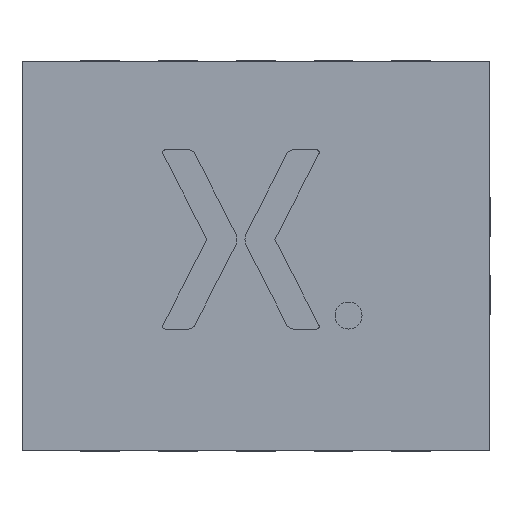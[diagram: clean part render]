
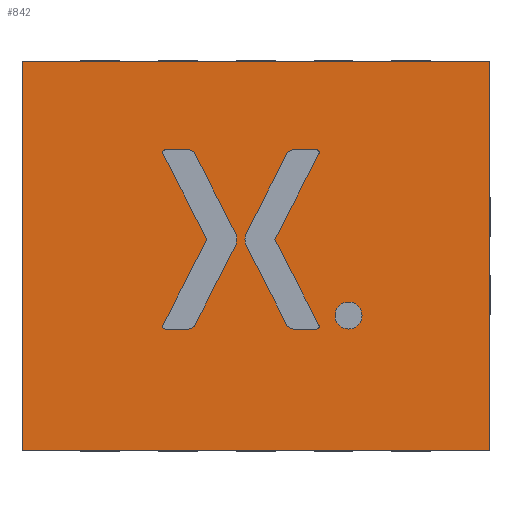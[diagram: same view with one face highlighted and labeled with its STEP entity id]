
A CAD part, front view. The second image highlights one B-rep face of the part: STEP entity #842.
In plain terms, the highlighted planar face has unit normal (0, -1, 0).
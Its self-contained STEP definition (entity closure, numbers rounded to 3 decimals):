
#90=EDGE_CURVE('NONE',#91,#93,#95,.F.);
#91=VERTEX_POINT('NONE',#92);
#92=CARTESIAN_POINT('',(0.902,0.0,-1.695));
#93=VERTEX_POINT('NONE',#94);
#94=CARTESIAN_POINT('',(0.901,0.0,-1.702));
#95=CIRCLE('',#96,0.016);
#96=AXIS2_PLACEMENT_3D('',#97,#98,#99);
#97=CARTESIAN_POINT('',(0.917,0.0,-1.702));
#98=DIRECTION('',(0.0,1.0,0.0));
#99=DIRECTION('',(0.0,0.0,-1.0));
#132=EDGE_CURVE('NONE',#133,#135,#137,.F.);
#133=VERTEX_POINT('NONE',#134);
#134=CARTESIAN_POINT('',(0.917,0.0,-0.569));
#135=VERTEX_POINT('NONE',#136);
#136=CARTESIAN_POINT('',(0.901,0.0,-0.586));
#137=CIRCLE('',#138,0.016);
#138=AXIS2_PLACEMENT_3D('',#139,#140,#141);
#139=CARTESIAN_POINT('',(0.917,0.0,-0.586));
#140=DIRECTION('',(0.0,1.0,0.0));
#141=DIRECTION('',(0.0,0.0,-1.0));
#174=EDGE_CURVE('NONE',#175,#177,#179,.F.);
#175=VERTEX_POINT('NONE',#176);
#176=CARTESIAN_POINT('',(2.008,0.0,-1.632));
#177=VERTEX_POINT('NONE',#178);
#178=CARTESIAN_POINT('',(2.18,0.0,-1.632));
#179=CIRCLE('',#180,0.086);
#180=AXIS2_PLACEMENT_3D('',#181,#182,#183);
#181=CARTESIAN_POINT('',(2.094,0.0,-1.632));
#182=DIRECTION('',(0.0,1.0,0.0));
#183=DIRECTION('',(0.0,0.0,-1.0));
#216=EDGE_CURVE('NONE',#217,#219,#221,.F.);
#217=VERTEX_POINT('NONE',#218);
#218=CARTESIAN_POINT('',(1.44,0.0,-1.098));
#219=VERTEX_POINT('NONE',#220);
#220=CARTESIAN_POINT('',(1.429,0.0,-1.144));
#221=CIRCLE('',#222,0.1);
#222=AXIS2_PLACEMENT_3D('',#223,#224,#225);
#223=CARTESIAN_POINT('',(1.529,0.0,-1.144));
#224=DIRECTION('',(0.0,1.0,0.0));
#225=DIRECTION('',(0.,0.0,-1.0));
#842=ADVANCED_FACE('NONE',(#843,#937,#971,#981),#1074,.T.);
#843=FACE_BOUND('NONE',#844,.T.);
#844=EDGE_LOOP('',(#845,#855,#862,#863,#871,#880,#888,#897,#905,#913,#922,#930));
#845=ORIENTED_EDGE('',*,*,#846,.T.);
#846=EDGE_CURVE('NONE',#847,#849,#851,.T.);
#847=VERTEX_POINT('NONE',#848);
#848=CARTESIAN_POINT('',(1.699,0.0,-1.694));
#849=VERTEX_POINT('NONE',#850);
#850=CARTESIAN_POINT('',(1.44,0.0,-1.189));
#851=LINE('',#852,#853);
#852=CARTESIAN_POINT('',(0.657,0.0,0.337));
#853=VECTOR('',#854,1.0);
#854=DIRECTION('',(-0.456,0.0,0.89));
#855=ORIENTED_EDGE('',*,*,#856,.T.);
#856=EDGE_CURVE('NONE',#849,#219,#857,.T.);
#857=CIRCLE('',#858,0.1);
#858=AXIS2_PLACEMENT_3D('',#859,#860,#861);
#859=CARTESIAN_POINT('',(1.529,0.0,-1.144));
#860=DIRECTION('',(0.0,1.0,0.0));
#861=DIRECTION('',(0.,0.0,-1.0));
#862=ORIENTED_EDGE('',*,*,#216,.F.);
#863=ORIENTED_EDGE('',*,*,#864,.T.);
#864=EDGE_CURVE('NONE',#217,#865,#867,.T.);
#865=VERTEX_POINT('NONE',#866);
#866=CARTESIAN_POINT('',(1.699,0.0,-0.594));
#867=LINE('',#868,#869);
#868=CARTESIAN_POINT('',(1.586,0.0,-0.813));
#869=VECTOR('',#870,1.0);
#870=DIRECTION('',(0.456,0.0,0.89));
#871=ORIENTED_EDGE('',*,*,#872,.T.);
#872=EDGE_CURVE('NONE',#865,#873,#875,.T.);
#873=VERTEX_POINT('NONE',#874);
#874=CARTESIAN_POINT('',(1.739,0.0,-0.569));
#875=CIRCLE('',#876,0.045);
#876=AXIS2_PLACEMENT_3D('',#877,#878,#879);
#877=CARTESIAN_POINT('',(1.739,0.0,-0.615));
#878=DIRECTION('',(0.0,1.0,0.0));
#879=DIRECTION('',(0.0,0.0,-1.0));
#880=ORIENTED_EDGE('',*,*,#881,.T.);
#881=EDGE_CURVE('NONE',#873,#882,#884,.T.);
#882=VERTEX_POINT('NONE',#883);
#883=CARTESIAN_POINT('',(1.889,0.0,-0.569));
#884=LINE('',#885,#886);
#885=CARTESIAN_POINT('',(0.,0.0,-0.569));
#886=VECTOR('',#887,1.0);
#887=DIRECTION('',(1.0,0.0,0.));
#888=ORIENTED_EDGE('',*,*,#889,.T.);
#889=EDGE_CURVE('NONE',#882,#890,#892,.T.);
#890=VERTEX_POINT('NONE',#891);
#891=CARTESIAN_POINT('',(1.904,0.0,-0.593));
#892=CIRCLE('',#893,0.016);
#893=AXIS2_PLACEMENT_3D('',#894,#895,#896);
#894=CARTESIAN_POINT('',(1.889,0.0,-0.586));
#895=DIRECTION('',(0.0,1.0,0.0));
#896=DIRECTION('',(0.0,0.0,-1.0));
#897=ORIENTED_EDGE('',*,*,#898,.T.);
#898=EDGE_CURVE('NONE',#890,#899,#901,.T.);
#899=VERTEX_POINT('NONE',#900);
#900=CARTESIAN_POINT('',(1.621,0.0,-1.144));
#901=LINE('',#902,#903);
#902=CARTESIAN_POINT('',(1.748,0.0,-0.896));
#903=VECTOR('',#904,1.0);
#904=DIRECTION('',(-0.456,0.0,-0.89));
#905=ORIENTED_EDGE('',*,*,#906,.T.);
#906=EDGE_CURVE('NONE',#899,#907,#909,.T.);
#907=VERTEX_POINT('NONE',#908);
#908=CARTESIAN_POINT('',(1.904,0.0,-1.695));
#909=LINE('',#910,#911);
#910=CARTESIAN_POINT('',(0.819,0.0,0.42));
#911=VECTOR('',#912,1.0);
#912=DIRECTION('',(0.456,0.0,-0.89));
#913=ORIENTED_EDGE('',*,*,#914,.T.);
#914=EDGE_CURVE('NONE',#907,#915,#917,.T.);
#915=VERTEX_POINT('NONE',#916);
#916=CARTESIAN_POINT('',(1.889,0.0,-1.718));
#917=CIRCLE('',#918,0.016);
#918=AXIS2_PLACEMENT_3D('',#919,#920,#921);
#919=CARTESIAN_POINT('',(1.889,0.0,-1.702));
#920=DIRECTION('',(0.0,1.0,0.0));
#921=DIRECTION('',(0.,0.0,-1.0));
#922=ORIENTED_EDGE('',*,*,#923,.T.);
#923=EDGE_CURVE('NONE',#915,#924,#926,.T.);
#924=VERTEX_POINT('NONE',#925);
#925=CARTESIAN_POINT('',(1.739,0.0,-1.718));
#926=LINE('',#927,#928);
#927=CARTESIAN_POINT('',(0.,0.0,-1.718));
#928=VECTOR('',#929,1.0);
#929=DIRECTION('',(-1.0,0.0,0.));
#930=ORIENTED_EDGE('',*,*,#931,.T.);
#931=EDGE_CURVE('NONE',#924,#847,#932,.T.);
#932=CIRCLE('',#933,0.045);
#933=AXIS2_PLACEMENT_3D('',#934,#935,#936);
#934=CARTESIAN_POINT('',(1.739,0.0,-1.673));
#935=DIRECTION('',(0.0,1.0,0.0));
#936=DIRECTION('',(0.,0.0,-1.0));
#937=FACE_BOUND('NONE',#938,.T.);
#938=EDGE_LOOP('',(#939,#949,#957,#965));
#939=ORIENTED_EDGE('',*,*,#940,.T.);
#940=EDGE_CURVE('NONE',#941,#943,#945,.F.);
#941=VERTEX_POINT('NONE',#942);
#942=CARTESIAN_POINT('',(0.0,0.0,0.0));
#943=VERTEX_POINT('NONE',#944);
#944=CARTESIAN_POINT('',(0.0,0.0,-2.5));
#945=LINE('',#946,#947);
#946=CARTESIAN_POINT('',(0.0,0.0,0.0));
#947=VECTOR('',#948,1.0);
#948=DIRECTION('',(0.0,0.0,1.0));
#949=ORIENTED_EDGE('',*,*,#950,.T.);
#950=EDGE_CURVE('NONE',#943,#951,#953,.F.);
#951=VERTEX_POINT('NONE',#952);
#952=CARTESIAN_POINT('',(3.0,0.0,-2.5));
#953=LINE('',#954,#955);
#954=CARTESIAN_POINT('',(0.0,0.0,-2.5));
#955=VECTOR('',#956,1.0);
#956=DIRECTION('',(-1.0,0.0,0.0));
#957=ORIENTED_EDGE('',*,*,#958,.T.);
#958=EDGE_CURVE('NONE',#951,#959,#961,.F.);
#959=VERTEX_POINT('NONE',#960);
#960=CARTESIAN_POINT('',(3.0,0.0,0.0));
#961=LINE('',#962,#963);
#962=CARTESIAN_POINT('',(3.0,0.0,0.0));
#963=VECTOR('',#964,1.0);
#964=DIRECTION('',(0.0,0.0,-1.0));
#965=ORIENTED_EDGE('',*,*,#966,.T.);
#966=EDGE_CURVE('NONE',#959,#941,#967,.F.);
#967=LINE('',#968,#969);
#968=CARTESIAN_POINT('',(0.0,0.0,0.0));
#969=VECTOR('',#970,1.0);
#970=DIRECTION('',(1.0,0.0,0.0));
#971=FACE_BOUND('NONE',#972,.T.);
#972=EDGE_LOOP('',(#973,#980));
#973=ORIENTED_EDGE('',*,*,#974,.T.);
#974=EDGE_CURVE('NONE',#175,#177,#975,.T.);
#975=CIRCLE('',#976,0.086);
#976=AXIS2_PLACEMENT_3D('',#977,#978,#979);
#977=CARTESIAN_POINT('',(2.094,0.0,-1.632));
#978=DIRECTION('',(0.0,1.0,0.0));
#979=DIRECTION('',(0.0,0.0,-1.0));
#980=ORIENTED_EDGE('',*,*,#174,.F.);
#981=FACE_BOUND('NONE',#982,.T.);
#982=EDGE_LOOP('',(#983,#993,#1002,#1010,#1017,#1018,#1026,#1034,#1041,#1042,#1050,#1059,#1067));
#983=ORIENTED_EDGE('',*,*,#984,.T.);
#984=EDGE_CURVE('NONE',#985,#987,#989,.T.);
#985=VERTEX_POINT('NONE',#986);
#986=CARTESIAN_POINT('',(1.366,0.0,-1.189));
#987=VERTEX_POINT('NONE',#988);
#988=CARTESIAN_POINT('',(1.107,0.0,-1.694));
#989=LINE('',#990,#991);
#990=CARTESIAN_POINT('',(1.564,0.0,-0.802));
#991=VECTOR('',#992,1.0);
#992=DIRECTION('',(-0.456,0.0,-0.89));
#993=ORIENTED_EDGE('',*,*,#994,.T.);
#994=EDGE_CURVE('NONE',#987,#995,#997,.T.);
#995=VERTEX_POINT('NONE',#996);
#996=CARTESIAN_POINT('',(1.067,0.0,-1.718));
#997=CIRCLE('',#998,0.045);
#998=AXIS2_PLACEMENT_3D('',#999,#1000,#1001);
#999=CARTESIAN_POINT('',(1.067,0.0,-1.673));
#1000=DIRECTION('',(0.0,1.0,0.0));
#1001=DIRECTION('',(0.0,0.0,-1.0));
#1002=ORIENTED_EDGE('',*,*,#1003,.T.);
#1003=EDGE_CURVE('NONE',#995,#1004,#1006,.T.);
#1004=VERTEX_POINT('NONE',#1005);
#1005=CARTESIAN_POINT('',(0.917,0.0,-1.718));
#1006=LINE('',#1007,#1008);
#1007=CARTESIAN_POINT('',(0.,0.0,-1.718));
#1008=VECTOR('',#1009,1.0);
#1009=DIRECTION('',(-1.0,0.0,0.));
#1010=ORIENTED_EDGE('',*,*,#1011,.T.);
#1011=EDGE_CURVE('NONE',#1004,#93,#1012,.T.);
#1012=CIRCLE('',#1013,0.016);
#1013=AXIS2_PLACEMENT_3D('',#1014,#1015,#1016);
#1014=CARTESIAN_POINT('',(0.917,0.0,-1.702));
#1015=DIRECTION('',(0.0,1.0,0.0));
#1016=DIRECTION('',(0.0,0.0,-1.0));
#1017=ORIENTED_EDGE('',*,*,#90,.F.);
#1018=ORIENTED_EDGE('',*,*,#1019,.T.);
#1019=EDGE_CURVE('NONE',#91,#1020,#1022,.T.);
#1020=VERTEX_POINT('NONE',#1021);
#1021=CARTESIAN_POINT('',(1.185,0.0,-1.144));
#1022=LINE('',#1023,#1024);
#1023=CARTESIAN_POINT('',(1.403,0.0,-0.719));
#1024=VECTOR('',#1025,1.0);
#1025=DIRECTION('',(0.456,0.0,0.89));
#1026=ORIENTED_EDGE('',*,*,#1027,.T.);
#1027=EDGE_CURVE('NONE',#1020,#1028,#1030,.T.);
#1028=VERTEX_POINT('NONE',#1029);
#1029=CARTESIAN_POINT('',(0.902,0.0,-0.593));
#1030=LINE('',#1031,#1032);
#1031=CARTESIAN_POINT('',(0.474,0.0,0.243));
#1032=VECTOR('',#1033,1.0);
#1033=DIRECTION('',(-0.456,0.0,0.89));
#1034=ORIENTED_EDGE('',*,*,#1035,.T.);
#1035=EDGE_CURVE('NONE',#1028,#135,#1036,.T.);
#1036=CIRCLE('',#1037,0.016);
#1037=AXIS2_PLACEMENT_3D('',#1038,#1039,#1040);
#1038=CARTESIAN_POINT('',(0.917,0.0,-0.586));
#1039=DIRECTION('',(0.0,1.0,0.0));
#1040=DIRECTION('',(0.0,0.0,-1.0));
#1041=ORIENTED_EDGE('',*,*,#132,.F.);
#1042=ORIENTED_EDGE('',*,*,#1043,.T.);
#1043=EDGE_CURVE('NONE',#133,#1044,#1046,.T.);
#1044=VERTEX_POINT('NONE',#1045);
#1045=CARTESIAN_POINT('',(1.067,0.0,-0.569));
#1046=LINE('',#1047,#1048);
#1047=CARTESIAN_POINT('',(0.,0.0,-0.569));
#1048=VECTOR('',#1049,1.0);
#1049=DIRECTION('',(1.0,0.0,0.));
#1050=ORIENTED_EDGE('',*,*,#1051,.T.);
#1051=EDGE_CURVE('NONE',#1044,#1052,#1054,.T.);
#1052=VERTEX_POINT('NONE',#1053);
#1053=CARTESIAN_POINT('',(1.107,0.0,-0.594));
#1054=CIRCLE('',#1055,0.045);
#1055=AXIS2_PLACEMENT_3D('',#1056,#1057,#1058);
#1056=CARTESIAN_POINT('',(1.067,0.0,-0.615));
#1057=DIRECTION('',(0.0,1.0,0.0));
#1058=DIRECTION('',(0.0,0.0,-1.0));
#1059=ORIENTED_EDGE('',*,*,#1060,.T.);
#1060=EDGE_CURVE('NONE',#1052,#1061,#1063,.T.);
#1061=VERTEX_POINT('NONE',#1062);
#1062=CARTESIAN_POINT('',(1.366,0.0,-1.098));
#1063=LINE('',#1064,#1065);
#1064=CARTESIAN_POINT('',(0.636,0.0,0.326));
#1065=VECTOR('',#1066,1.0);
#1066=DIRECTION('',(0.456,0.0,-0.89));
#1067=ORIENTED_EDGE('',*,*,#1068,.T.);
#1068=EDGE_CURVE('NONE',#1061,#985,#1069,.T.);
#1069=CIRCLE('',#1070,0.1);
#1070=AXIS2_PLACEMENT_3D('',#1071,#1072,#1073);
#1071=CARTESIAN_POINT('',(1.277,0.0,-1.144));
#1072=DIRECTION('',(0.0,1.0,0.0));
#1073=DIRECTION('',(0.,0.0,-1.0));
#1074=PLANE('',#1075);
#1075=AXIS2_PLACEMENT_3D('',#1076,#1077,#1078);
#1076=CARTESIAN_POINT('',(0.0,0.0,0.0));
#1077=DIRECTION('',(0.0,-1.0,0.0));
#1078=DIRECTION('',(0.0,0.0,-1.0));
